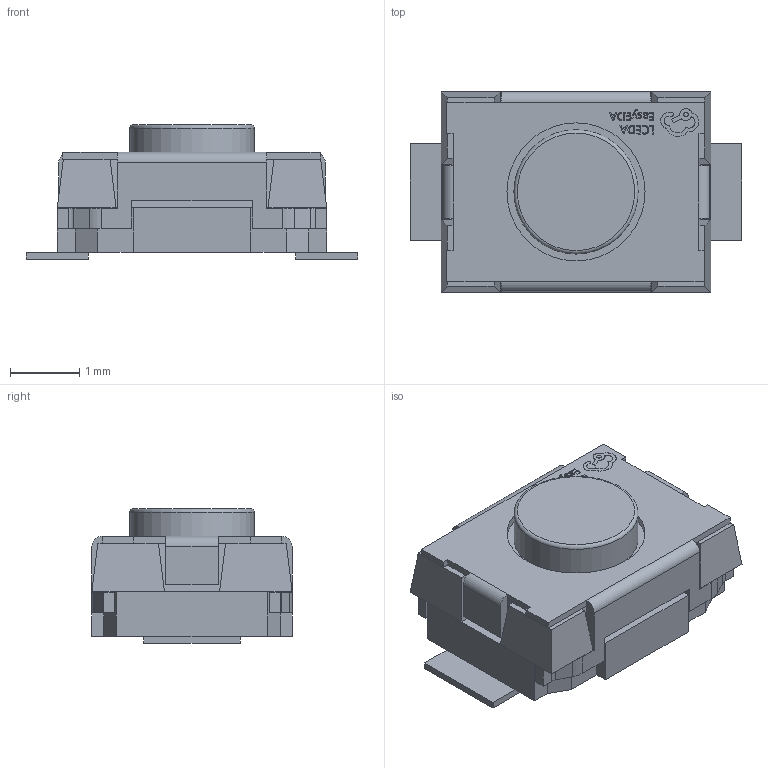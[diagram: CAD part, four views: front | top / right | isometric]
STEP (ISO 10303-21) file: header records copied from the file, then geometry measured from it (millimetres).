
FILE_DESCRIPTION(/* description */ ('STEP AP242','CAx-IF Rec.Pracs.---Representation and Presentation of Product Manufacturing Information (PMI)---4.0---2014-10-13','CAx-IF Rec.Pracs.---3D Tessellated Geometry---0.4---2014-09-14','2;1'),/* implementation_level */ '2;1');
FILE_NAME(/* name */ '67275df6ec61a82a294ded0c',/* time_stamp */ '2024-11-03T11:26:47Z',/* author */ (''),/* organization */ (''),/* preprocessor_version */ 'ST-DEVELOPER v20',/* originating_system */ 'ONSHAPE BY PTC INC, 1.189',/* authorisation */ ' ');
FILE_SCHEMA (('AP242_MANAGED_MODEL_BASED_3D_ENGINEERING_MIM_LF { 1 0 10303 442 1 1 4 }'));
Length unit declared in the file: metre
Products named in the file (18): KNKe-SW1; SW-SMD_L3.9-W3.0-P4.45 <1>; COMPOUND
Assembly tree (17 placements, depth 3):
  KNKe-SW1
    SW-SMD_L3.9-W3.0-P4.45 <1>
      COMPOUND
      COMPOUND
      COMPOUND
      COMPOUND
      COMPOUND
      COMPOUND
      COMPOUND
      COMPOUND
      COMPOUND
      COMPOUND
      COMPOUND
      COMPOUND
      COMPOUND
      COMPOUND
      COMPOUND
      COMPOUND
Bounding box: 4.8 x 2.9 x 1.95 mm (x, y, z)
Volume: 16.2 mm3; surface area: 66.2 mm2
Topology: 16 solids, 16 shells, 458 faces, 1208 edges, 791 vertices
Faces by surface type: plane 324, bspline 107, cylinder 26, torus 1
Full cylindrical faces by diameter (mm): 1.8 x1, 2 x1
Entity records: 18684 total; most frequent: CARTESIAN_POINT 4403, ORIENTED_EDGE 2410, DIRECTION 1778, EDGE_CURVE 1205, LINE 934, VECTOR 934, VERTEX_POINT 791, EDGE_LOOP 482
